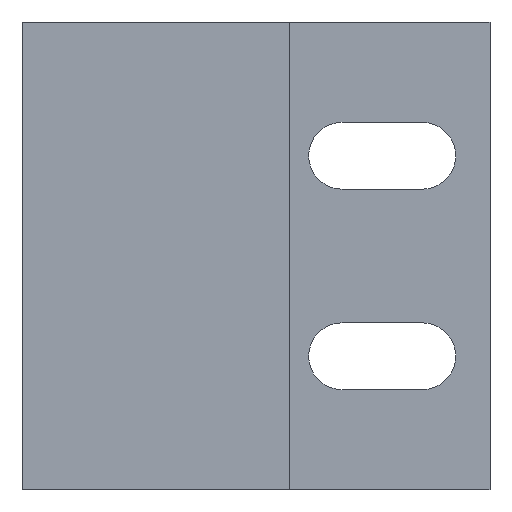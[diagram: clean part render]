
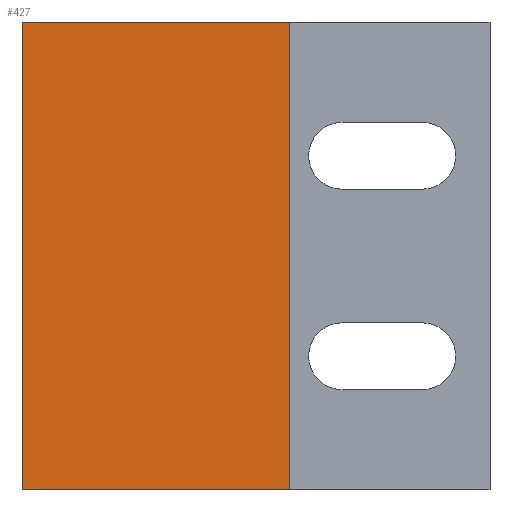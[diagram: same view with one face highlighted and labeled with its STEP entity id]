
A CAD part, left-side view. The second image highlights one B-rep face of the part: STEP entity #427.
In plain terms, the highlighted planar face has unit normal (-1, 0, 0).
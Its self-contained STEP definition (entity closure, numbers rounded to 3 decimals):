
#3 = VERTEX_POINT ( 'NONE', #755 ) ;
#4 = CARTESIAN_POINT ( 'NONE',  ( -14., -10., 17.5 ) ) ;
#11 = CARTESIAN_POINT ( 'NONE',  ( -14., 10., 17.5 ) ) ;
#24 = CARTESIAN_POINT ( 'NONE',  ( -14., -10., 17.5 ) ) ;
#31 = LINE ( 'NONE', #39, #1232 ) ;
#39 = CARTESIAN_POINT ( 'NONE',  ( -14., 10., -17.5 ) ) ;
#40 = VECTOR ( 'NONE', #1089, 1000. ) ;
#95 = LINE ( 'NONE', #951, #155 ) ;
#137 = EDGE_CURVE ( 'NONE', #234, #3, #345, .T. ) ;
#155 = VECTOR ( 'NONE', #842, 1000. ) ;
#229 = VERTEX_POINT ( 'NONE', #815 ) ;
#234 = VERTEX_POINT ( 'NONE', #1121 ) ;
#252 = ORIENTED_EDGE ( 'NONE', *, *, #768, .T. ) ;
#290 = CARTESIAN_POINT ( 'NONE',  ( -14., 10., 17.5 ) ) ;
#345 = LINE ( 'NONE', #11, #40 ) ;
#367 = DIRECTION ( 'NONE',  ( 0., 0., -1. ) ) ;
#410 = EDGE_CURVE ( 'NONE', #234, #864, #95, .T. ) ;
#427 = ADVANCED_FACE ( 'NONE', ( #1266 ), #1061, .F. ) ;
#469 = DIRECTION ( 'NONE',  ( 0., -1., 0. ) ) ;
#475 = ORIENTED_EDGE ( 'NONE', *, *, #410, .F. ) ;
#613 = ORIENTED_EDGE ( 'NONE', *, *, #928, .F. ) ;
#631 = DIRECTION ( 'NONE',  ( 1., 0., 0. ) ) ;
#755 = CARTESIAN_POINT ( 'NONE',  ( -14., 10., -17.5 ) ) ;
#768 = EDGE_CURVE ( 'NONE', #3, #229, #31, .T. ) ;
#815 = CARTESIAN_POINT ( 'NONE',  ( -14., -10., -17.5 ) ) ;
#836 = DIRECTION ( 'NONE',  ( 0., 1., 0. ) ) ;
#842 = DIRECTION ( 'NONE',  ( 0., -1., 0. ) ) ;
#859 = EDGE_LOOP ( 'NONE', ( #252, #613, #475, #1164 ) ) ;
#864 = VERTEX_POINT ( 'NONE', #4 ) ;
#928 = EDGE_CURVE ( 'NONE', #864, #229, #1059, .T. ) ;
#951 = CARTESIAN_POINT ( 'NONE',  ( -14., 10., 17.5 ) ) ;
#1007 = AXIS2_PLACEMENT_3D ( 'NONE', #290, #631, #836 ) ;
#1059 = LINE ( 'NONE', #24, #1093 ) ;
#1061 = PLANE ( 'NONE',  #1007 ) ;
#1089 = DIRECTION ( 'NONE',  ( 0., 0., -1. ) ) ;
#1093 = VECTOR ( 'NONE', #367, 1000. ) ;
#1121 = CARTESIAN_POINT ( 'NONE',  ( -14., 10., 17.5 ) ) ;
#1164 = ORIENTED_EDGE ( 'NONE', *, *, #137, .T. ) ;
#1232 = VECTOR ( 'NONE', #469, 1000. ) ;
#1266 = FACE_OUTER_BOUND ( 'NONE', #859, .T. ) ;
